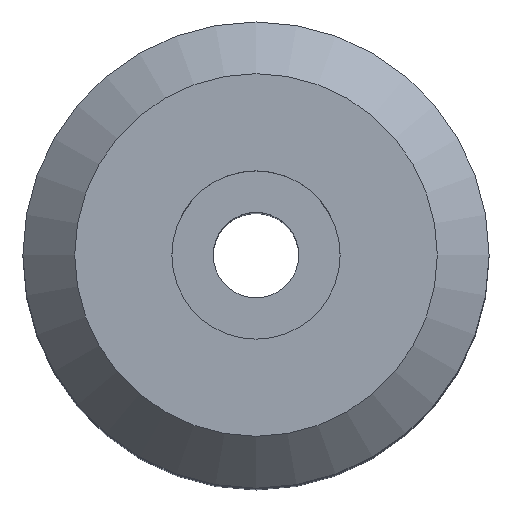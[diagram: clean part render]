
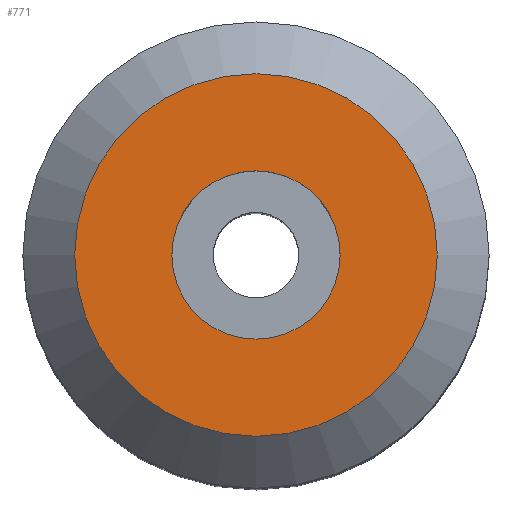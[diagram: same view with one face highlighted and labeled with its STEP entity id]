
A CAD part, top view. The second image highlights one B-rep face of the part: STEP entity #771.
In plain terms, the highlighted planar face has unit normal (0, 0, 1).
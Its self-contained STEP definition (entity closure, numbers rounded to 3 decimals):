
#42=FACE_BOUND('',#190,.T.);
#85=CIRCLE('',#915,3.25);
#88=CIRCLE('',#920,7.);
#137=FACE_OUTER_BOUND('',#189,.T.);
#189=EDGE_LOOP('',(#670));
#190=EDGE_LOOP('',(#671));
#377=VERTEX_POINT('',#1367);
#380=VERTEX_POINT('',#1376);
#472=EDGE_CURVE('',#377,#377,#85,.T.);
#476=EDGE_CURVE('',#380,#380,#88,.T.);
#670=ORIENTED_EDGE('',*,*,#476,.F.);
#671=ORIENTED_EDGE('',*,*,#472,.T.);
#729=PLANE('',#924);
#771=ADVANCED_FACE('',(#137,#42),#729,.T.);
#915=AXIS2_PLACEMENT_3D('',#1368,#1129,#1130);
#920=AXIS2_PLACEMENT_3D('',#1377,#1140,#1141);
#924=AXIS2_PLACEMENT_3D('',#1385,#1150,#1151);
#1129=DIRECTION('center_axis',(0.,0.,-1.));
#1130=DIRECTION('ref_axis',(-1.,0.,0.));
#1140=DIRECTION('center_axis',(0.,0.,-1.));
#1141=DIRECTION('ref_axis',(-1.,0.,0.));
#1150=DIRECTION('center_axis',(0.,0.,1.));
#1151=DIRECTION('ref_axis',(1.,0.,0.));
#1367=CARTESIAN_POINT('',(3.25,0.,4.));
#1368=CARTESIAN_POINT('Origin',(0.,0.,4.));
#1376=CARTESIAN_POINT('',(7.,0.,4.));
#1377=CARTESIAN_POINT('Origin',(0.,0.,4.));
#1385=CARTESIAN_POINT('Origin',(0.,0.,4.));
